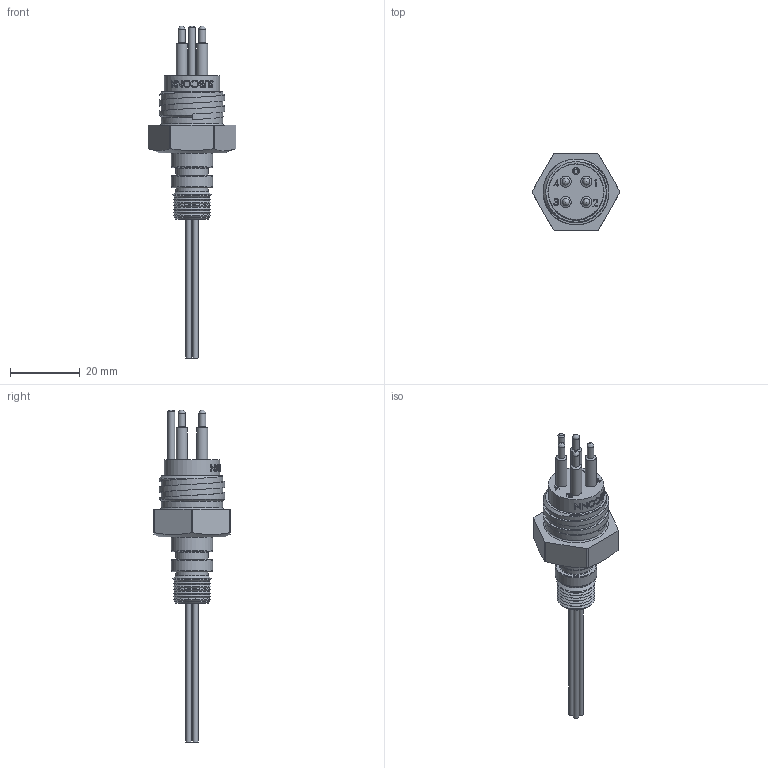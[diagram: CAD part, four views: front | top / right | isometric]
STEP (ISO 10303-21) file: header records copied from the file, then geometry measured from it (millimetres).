
FILE_DESCRIPTION(/* description */ (''),/* implementation_level */ '2;1');
FILE_NAME(/* name */ 'MCBH4M-G2 w 2 o-ring 22mm Hex.stp',/* time_stamp */ '2015-01-06T08:09:25+01:00',/* author */ ('sh'),/* organization */ (''),/* preprocessor_version */ 'ST-DEVELOPER v15.2',/* originating_system */ 'Autodesk Inventor 2014',/* authorisation */ '');
FILE_SCHEMA (('AUTOMOTIVE_DESIGN { 1 0 10303 214 3 1 1 }'));
Length unit declared in the file: inch
Products named in the file (1): MCBH4M-G2 w 2 o-ring 22mm Hex
Bounding box: 25.24 x 22 x 95.31 mm (x, y, z)
Volume: 6853 mm3; surface area: 7281.2 mm2
Topology: 11 solids, 11 shells, 285 faces, 710 edges, 475 vertices
Faces by surface type: plane 106, bspline 82, cylinder 51, cone 33, torus 13
Full cylindrical faces by diameter (mm): 1.321 x4, 1.524 x4, 1.981 x5, 1.986 x4, 2.007 x1, 3.175 x4, 5.537 x1, 7.264 x1, 9.322 x1, 9.398 x1, 11.918 x2, 13.5 x1, 15.875 x1, 15.9 x1, 17.704 x1, 17.97 x1
Entity records: 15024 total; most frequent: CARTESIAN_POINT 9172, ORIENTED_EDGE 1190, DIRECTION 981, EDGE_CURVE 595, VERTEX_POINT 438, EDGE_LOOP 393, AXIS2_PLACEMENT_3D 369, FACE_OUTER_BOUND 285
